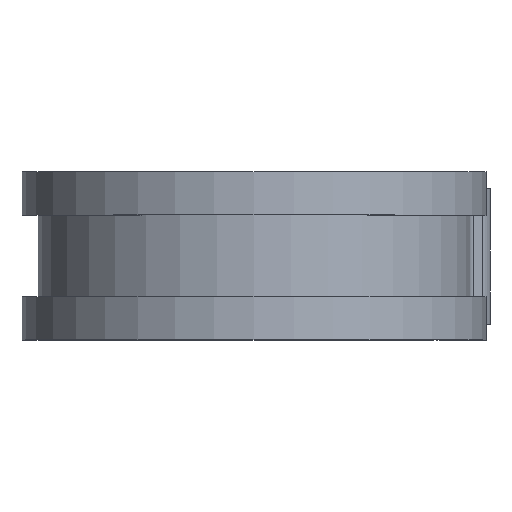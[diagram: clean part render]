
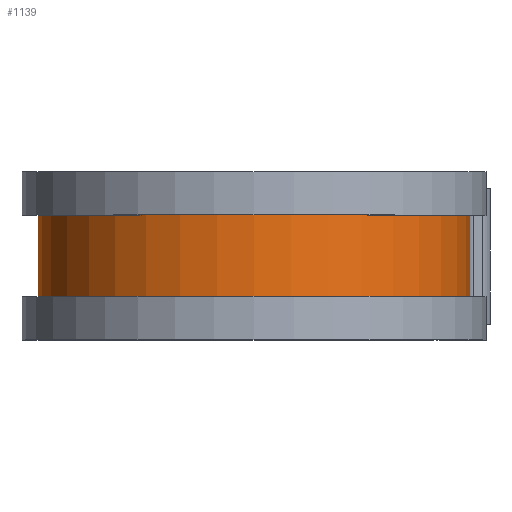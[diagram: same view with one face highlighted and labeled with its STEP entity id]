
A CAD part, top view. The second image highlights one B-rep face of the part: STEP entity #1139.
In plain terms, the highlighted cylindrical face has radius 20.206 mm (diameter 40.411 mm), a partial arc.
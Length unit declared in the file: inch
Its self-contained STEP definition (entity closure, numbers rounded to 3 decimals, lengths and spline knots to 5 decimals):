
#4 = CARTESIAN_POINT ( 'NONE',  ( 0., 0.15, 0. ) ) ;
#160 = DIRECTION ( 'NONE',  ( 0., 0., -1. ) ) ;
#200 = VERTEX_POINT ( 'NONE', #1042 ) ;
#265 = CIRCLE ( 'NONE', #706, 0.7955 ) ;
#314 = EDGE_CURVE ( 'NONE', #1058, #1616, #1711, .T. ) ;
#362 = AXIS2_PLACEMENT_3D ( 'NONE', #1443, #1309, #478 ) ;
#364 = ORIENTED_EDGE ( 'NONE', *, *, #1310, .T. ) ;
#439 = CARTESIAN_POINT ( 'NONE',  ( 0.7955, 0.25, 0. ) ) ;
#475 = DIRECTION ( 'NONE',  ( 0., 0., -1. ) ) ;
#478 = DIRECTION ( 'NONE',  ( 0., 0., -1. ) ) ;
#481 = DIRECTION ( 'NONE',  ( 0., -1., 0. ) ) ;
#485 = ORIENTED_EDGE ( 'NONE', *, *, #314, .F. ) ;
#494 = CARTESIAN_POINT ( 'NONE',  ( 0., -0.15, 0. ) ) ;
#619 = FACE_OUTER_BOUND ( 'NONE', #780, .T. ) ;
#679 = DIRECTION ( 'NONE',  ( 0., -1., 0. ) ) ;
#706 = AXIS2_PLACEMENT_3D ( 'NONE', #4, #994, #160 ) ;
#780 = EDGE_LOOP ( 'NONE', ( #960, #1264, #364, #485 ) ) ;
#915 = EDGE_CURVE ( 'NONE', #1319, #1058, #1412, .T. ) ;
#960 = ORIENTED_EDGE ( 'NONE', *, *, #915, .F. ) ;
#994 = DIRECTION ( 'NONE',  ( 0., -1., 0. ) ) ;
#1023 = CARTESIAN_POINT ( 'NONE',  ( 0.7955, -0.15, 0. ) ) ;
#1042 = CARTESIAN_POINT ( 'NONE',  ( 0., 0.15, -0.7955 ) ) ;
#1058 = VERTEX_POINT ( 'NONE', #1023 ) ;
#1139 = ADVANCED_FACE ( 'NONE', ( #619 ), #1636, .T. ) ;
#1183 = CARTESIAN_POINT ( 'NONE',  ( 0., -0.15, -0.7955 ) ) ;
#1254 = DIRECTION ( 'NONE',  ( 0., -1., 0. ) ) ;
#1264 = ORIENTED_EDGE ( 'NONE', *, *, #1370, .T. ) ;
#1309 = DIRECTION ( 'NONE',  ( 0., -1., 0. ) ) ;
#1310 = EDGE_CURVE ( 'NONE', #200, #1616, #1739, .T. ) ;
#1319 = VERTEX_POINT ( 'NONE', #1395 ) ;
#1370 = EDGE_CURVE ( 'NONE', #1319, #200, #265, .T. ) ;
#1395 = CARTESIAN_POINT ( 'NONE',  ( 0.7955, 0.15, 0. ) ) ;
#1412 = LINE ( 'NONE', #439, #1738 ) ;
#1443 = CARTESIAN_POINT ( 'NONE',  ( 0., 0.25, 0. ) ) ;
#1599 = CARTESIAN_POINT ( 'NONE',  ( 0., 0.25, -0.7955 ) ) ;
#1616 = VERTEX_POINT ( 'NONE', #1183 ) ;
#1636 = CYLINDRICAL_SURFACE ( 'NONE', #362, 0.7955 ) ;
#1700 = VECTOR ( 'NONE', #679, 39.37008 ) ;
#1711 = CIRCLE ( 'NONE', #1748, 0.7955 ) ;
#1738 = VECTOR ( 'NONE', #1254, 39.37008 ) ;
#1739 = LINE ( 'NONE', #1599, #1700 ) ;
#1748 = AXIS2_PLACEMENT_3D ( 'NONE', #494, #481, #475 ) ;
